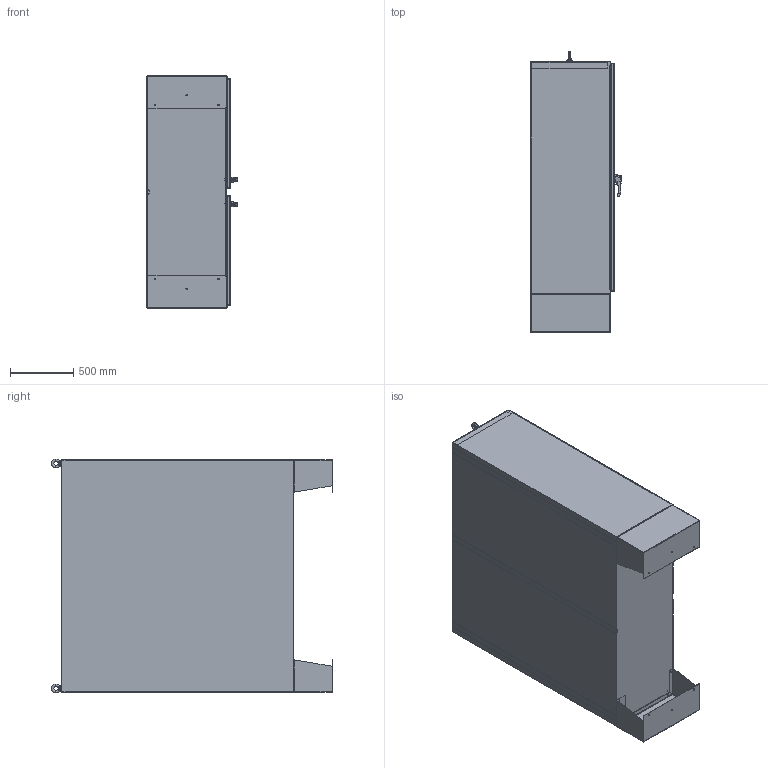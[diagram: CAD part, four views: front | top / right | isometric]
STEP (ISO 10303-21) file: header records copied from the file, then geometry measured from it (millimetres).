
FILE_DESCRIPTION (( 'STEP AP214' ), '1' );
FILE_NAME ('HN4FM727224.STEP', '2019-09-04T14:25:00', ( '' ), ( '' ), 'SwSTEP 2.0', 'SolidWorks 2018', '' );
FILE_SCHEMA (( 'AUTOMOTIVE_DESIGN' ));
Length unit declared in the file: inch
Products named in the file (1): HN4FM727224
Bounding box: 710.95 x 2217.8 x 1844.22 mm (x, y, z)
Volume: 47557552.4 mm3; surface area: 35596149.4 mm2
Topology: 132 solids, 134 shells, 3996 faces, 10355 edges, 6675 vertices
Faces by surface type: plane 1828, cylinder 1795, bspline 184, cone 173, torus 16
Entity records: 194422 total; most frequent: CARTESIAN_POINT 42922, DIRECTION 20708, ORIENTED_EDGE 20666, EDGE_CURVE 10333, AXIS2_PLACEMENT_3D 7514, VERTEX_POINT 6675, VECTOR 5680, LINE 5680
